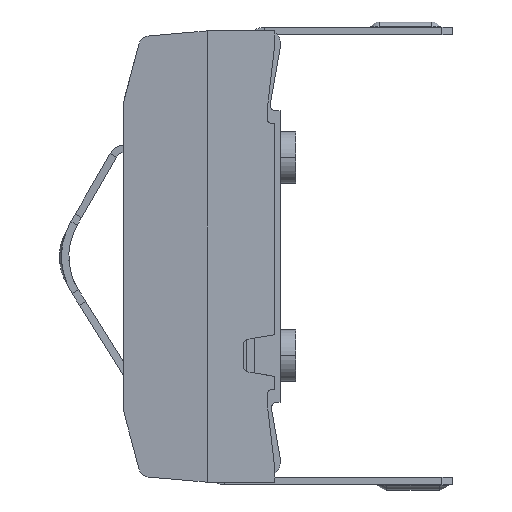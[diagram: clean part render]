
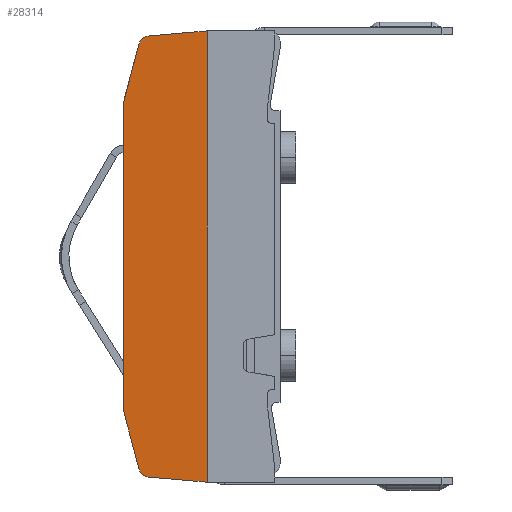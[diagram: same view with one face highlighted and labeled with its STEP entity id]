
A CAD part, left-side view. The second image highlights one B-rep face of the part: STEP entity #28314.
In plain terms, the highlighted planar face has unit normal (-0.996, 0.087, 0).
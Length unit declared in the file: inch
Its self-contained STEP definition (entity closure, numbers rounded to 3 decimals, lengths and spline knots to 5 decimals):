
#2887=DIRECTION('',(0.,0.,1.));
#2888=VECTOR('',#2887,0.298);
#2889=CARTESIAN_POINT('',(-0.22575,0.125,-0.149));
#2890=LINE('',#2889,#2888);
#5464=DIRECTION('',(0.023,0.259,0.966));
#5465=VECTOR('',#5464,0.05715);
#5466=CARTESIAN_POINT('',(-0.22704,0.11021,
-0.20419));
#5467=LINE('',#5466,#5465);
#5792=DIRECTION('',(-0.087,-0.992,-0.087));
#5793=VECTOR('',#5792,0.05685);
#5794=CARTESIAN_POINT('',(-0.22781,0.10142,
-0.21156));
#5795=LINE('',#5794,#5793);
#5813=CARTESIAN_POINT('',(-0.22704,0.11021,
-0.20419));
#5814=CARTESIAN_POINT('',(-0.2271,0.10961,
-0.20645));
#5815=CARTESIAN_POINT('',(-0.2273,0.10728,
-0.20963));
#5816=CARTESIAN_POINT('',(-0.22761,0.10375,
-0.21136));
#5817=CARTESIAN_POINT('',(-0.22781,0.10142,
-0.21156));
#5838=DIRECTION('',(0.087,0.992,-0.087));
#5839=VECTOR('',#5838,0.05685);
#5840=CARTESIAN_POINT('',(-0.23275,0.045,0.2165));
#5841=LINE('',#5840,#5839);
#5875=CARTESIAN_POINT('',(-0.22704,0.11021,
0.20419));
#5876=CARTESIAN_POINT('',(-0.2271,0.10961,
0.20645));
#5877=CARTESIAN_POINT('',(-0.2273,0.10728,
0.20963));
#5878=CARTESIAN_POINT('',(-0.22761,0.10375,
0.21136));
#5879=CARTESIAN_POINT('',(-0.22781,0.10142,
0.21156));
#6221=DIRECTION('',(-0.023,-0.259,0.966));
#6222=VECTOR('',#6221,0.05715);
#6223=CARTESIAN_POINT('',(-0.22575,0.125,0.149));
#6224=LINE('',#6223,#6222);
#7138=DIRECTION('',(0.,0.,-1.));
#7139=VECTOR('',#7138,0.433);
#7140=CARTESIAN_POINT('',(-0.23275,0.045,0.2165));
#7141=LINE('',#7140,#7139);
#23968=CARTESIAN_POINT('',(-0.23275,0.045,0.2165));
#23969=CARTESIAN_POINT('',(-0.23275,0.045,-0.2165));
#23970=VERTEX_POINT('',#23968);
#23971=VERTEX_POINT('',#23969);
#23976=CARTESIAN_POINT('',(-0.22575,0.125,-0.149));
#23977=CARTESIAN_POINT('',(-0.22575,0.125,0.149));
#23978=VERTEX_POINT('',#23976);
#23979=VERTEX_POINT('',#23977);
#23984=CARTESIAN_POINT('',(-0.22704,0.11021,
0.20419));
#23986=VERTEX_POINT('',#23984);
#23988=CARTESIAN_POINT('',(-0.22781,0.10142,
0.21156));
#23990=VERTEX_POINT('',#23988);
#23992=CARTESIAN_POINT('',(-0.22704,0.11021,
-0.20419));
#23994=VERTEX_POINT('',#23992);
#23996=CARTESIAN_POINT('',(-0.22781,0.10142,
-0.21156));
#23998=VERTEX_POINT('',#23996);
#28294=CARTESIAN_POINT('',(-0.23275,0.045,0.2598));
#28295=DIRECTION('',(0.996,-0.087,0.));
#28296=DIRECTION('',(0.087,0.996,0.));
#28297=AXIS2_PLACEMENT_3D('',#28294,#28295,#28296);
#28298=PLANE('',#28297);
#28299=ORIENTED_EDGE('',*,*,#28281,.F.);
#28301=ORIENTED_EDGE('',*,*,#28300,.F.);
#28302=ORIENTED_EDGE('',*,*,#28075,.T.);
#28303=ORIENTED_EDGE('',*,*,#25820,.T.);
#28305=ORIENTED_EDGE('',*,*,#28304,.T.);
#28307=ORIENTED_EDGE('',*,*,#28306,.T.);
#28309=ORIENTED_EDGE('',*,*,#28308,.F.);
#28311=ORIENTED_EDGE('',*,*,#28310,.T.);
#28312=EDGE_LOOP('',(#28299,#28301,#28302,#28303,#28305,#28307,#28309,#28311));
#28313=FACE_OUTER_BOUND('',#28312,.F.);
#5818=B_SPLINE_CURVE_WITH_KNOTS('',3,(#5813,#5814,#5815,#5816,#5817),
.UNSPECIFIED.,.F.,.F.,(4,1,4),(0.,0.5,1.),.UNSPECIFIED.);
#5880=B_SPLINE_CURVE_WITH_KNOTS('',3,(#5875,#5876,#5877,#5878,#5879),
.UNSPECIFIED.,.F.,.F.,(4,1,4),(0.,0.5,1.),.UNSPECIFIED.);
#25820=EDGE_CURVE('',#23978,#23979,#2890,.T.);
#28075=EDGE_CURVE('',#23994,#23978,#5467,.T.);
#28281=EDGE_CURVE('',#23998,#23971,#5795,.T.);
#28300=EDGE_CURVE('',#23994,#23998,#5818,.T.);
#28304=EDGE_CURVE('',#23979,#23986,#6224,.T.);
#28306=EDGE_CURVE('',#23986,#23990,#5880,.T.);
#28308=EDGE_CURVE('',#23970,#23990,#5841,.T.);
#28310=EDGE_CURVE('',#23970,#23971,#7141,.T.);
#28314=ADVANCED_FACE('',(#28313),#28298,.F.);
